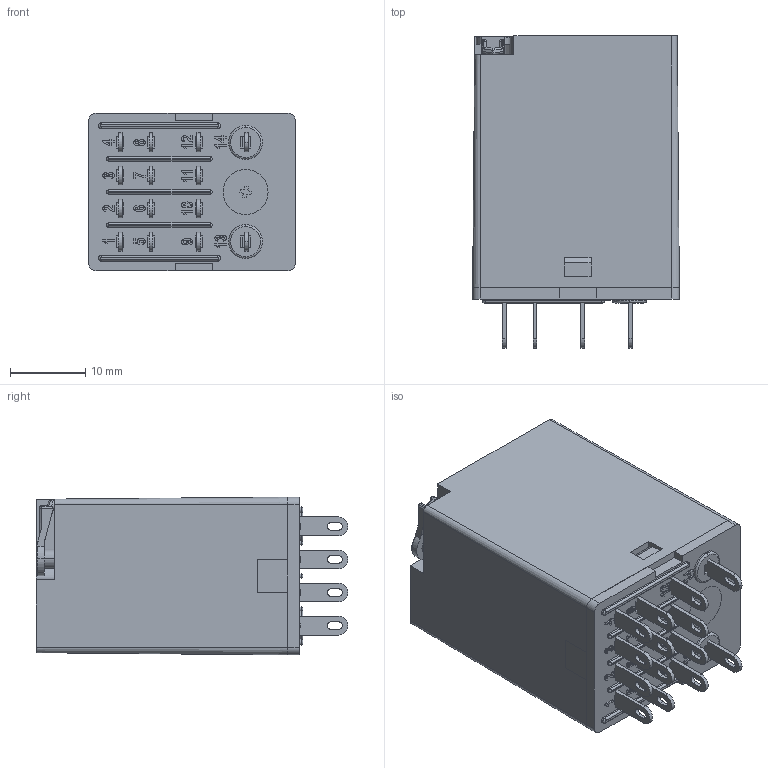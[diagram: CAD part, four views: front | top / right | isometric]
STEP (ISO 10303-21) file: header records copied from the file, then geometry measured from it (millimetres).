
FILE_DESCRIPTION (( 'STEP AP214' ), '1' );
FILE_NAME ('RP-4.TU1.STEP', '2020-07-01T03:14:52', ( 'ﾆ褊' ), ( '' ), 'SwSTEP 2.0', 'SolidWorks 2016', '' );
FILE_SCHEMA (( 'AUTOMOTIVE_DESIGN' ));
Length unit declared in the file: millimetre
Products named in the file (4): pan head cross recess screw_din_DIN EN ISO 7045 - M1.6 x 3 - Z - 3N; Hand Actuator_1; RP-4蘣.韽TU_1; RP-4蘣.韽TU1
Assembly tree (3 placements, depth 2):
  RP-4蘣.韽TU1
    RP-4蘣.韽TU_1
    Hand Actuator_1
    pan head cross recess screw_din_DIN EN ISO 7045 - M1.6 x 3 - Z - 3N
Bounding box: 27.5 x 41.5 x 21 mm (x, y, z)
Volume: 6476.9 mm3; surface area: 9769.2 mm2
Topology: 20 solids, 20 shells, 698 faces, 1761 edges, 1149 vertices
Faces by surface type: plane 430, bspline 138, cylinder 107, cone 13, torus 10
Entity records: 28205 total; most frequent: CARTESIAN_POINT 10844, ORIENTED_EDGE 3506, DIRECTION 2823, EDGE_CURVE 1753, LINE 1207, VECTOR 1207, VERTEX_POINT 1149, AXIS2_PLACEMENT_3D 808
